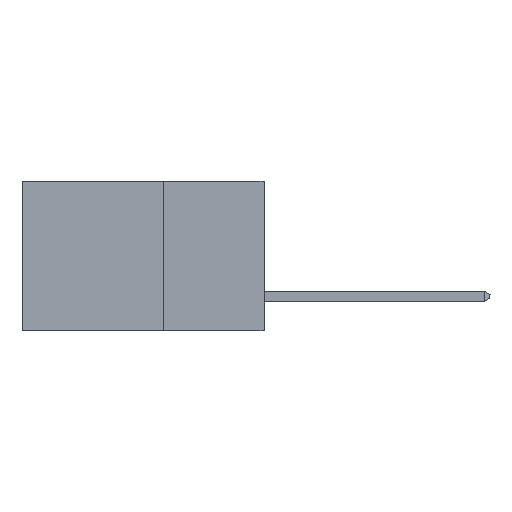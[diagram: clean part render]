
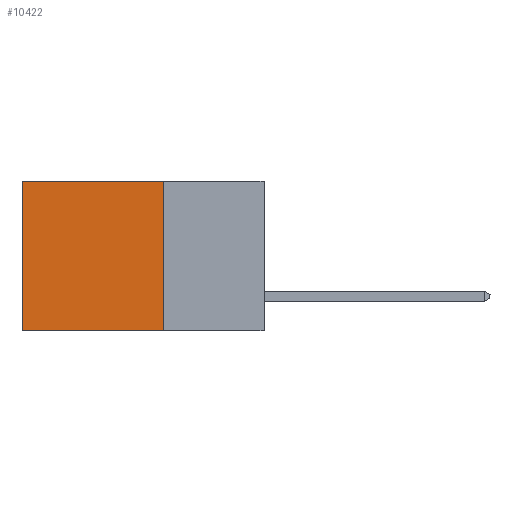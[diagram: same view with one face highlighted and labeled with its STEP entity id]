
A CAD part, left-side view. The second image highlights one B-rep face of the part: STEP entity #10422.
In plain terms, the highlighted planar face has unit normal (-1, 0, 0).
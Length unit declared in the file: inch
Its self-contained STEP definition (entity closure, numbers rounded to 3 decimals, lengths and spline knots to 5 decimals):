
#318 = CARTESIAN_POINT ( 'NONE',  ( 0.2615, 0.25, 0. ) ) ;
#353 = CARTESIAN_POINT ( 'NONE',  ( 0.2615, 0.25, -0.37 ) ) ;
#1071 = AXIS2_PLACEMENT_3D ( 'NONE', #2414, #12521, #9611 ) ;
#1558 = LINE ( 'NONE', #318, #14393 ) ;
#1601 = CARTESIAN_POINT ( 'NONE',  ( 0.2615, 0.6, 0. ) ) ;
#1605 = VECTOR ( 'NONE', #16389, 39.37008 ) ;
#1804 = CARTESIAN_POINT ( 'NONE',  ( 0.2615, 0.25, 0. ) ) ;
#2169 = EDGE_LOOP ( 'NONE', ( #5565, #11469, #15385, #9235 ) ) ;
#2414 = CARTESIAN_POINT ( 'NONE',  ( 0.2615, 0.25, -0.37 ) ) ;
#3832 = FACE_OUTER_BOUND ( 'NONE', #2169, .T. ) ;
#4302 = VERTEX_POINT ( 'NONE', #353 ) ;
#4306 = DIRECTION ( 'NONE',  ( 0., 1., 0. ) ) ;
#4758 = EDGE_CURVE ( 'NONE', #7646, #4302, #14599, .T. ) ;
#4878 = CARTESIAN_POINT ( 'NONE',  ( 0.2615, 0.25, -0.37 ) ) ;
#5156 = PLANE ( 'NONE',  #1071 ) ;
#5543 = VERTEX_POINT ( 'NONE', #1601 ) ;
#5565 = ORIENTED_EDGE ( 'NONE', *, *, #7793, .T. ) ;
#7646 = VERTEX_POINT ( 'NONE', #1804 ) ;
#7793 = EDGE_CURVE ( 'NONE', #5543, #12090, #14943, .T. ) ;
#7974 = CARTESIAN_POINT ( 'NONE',  ( 0.2615, 0.6, -0.37 ) ) ;
#8268 = CARTESIAN_POINT ( 'NONE',  ( 0.2615, 0.6, -0.37 ) ) ;
#8905 = CARTESIAN_POINT ( 'NONE',  ( 0.2615, 0.25, -0.37 ) ) ;
#9235 = ORIENTED_EDGE ( 'NONE', *, *, #14639, .T. ) ;
#9611 = DIRECTION ( 'NONE',  ( 0., 0., -1. ) ) ;
#9990 = VECTOR ( 'NONE', #11985, 39.37008 ) ;
#10422 = ADVANCED_FACE ( 'NONE', ( #3832 ), #5156, .F. ) ;
#11003 = EDGE_CURVE ( 'NONE', #4302, #12090, #11543, .T. ) ;
#11469 = ORIENTED_EDGE ( 'NONE', *, *, #11003, .F. ) ;
#11543 = LINE ( 'NONE', #8905, #16517 ) ;
#11913 = DIRECTION ( 'NONE',  ( 0., 1., 0. ) ) ;
#11985 = DIRECTION ( 'NONE',  ( 0., 0., -1. ) ) ;
#12090 = VERTEX_POINT ( 'NONE', #8268 ) ;
#12521 = DIRECTION ( 'NONE',  ( 1., 0., 0. ) ) ;
#14393 = VECTOR ( 'NONE', #4306, 39.37008 ) ;
#14599 = LINE ( 'NONE', #4878, #9990 ) ;
#14639 = EDGE_CURVE ( 'NONE', #7646, #5543, #1558, .T. ) ;
#14943 = LINE ( 'NONE', #7974, #1605 ) ;
#15385 = ORIENTED_EDGE ( 'NONE', *, *, #4758, .F. ) ;
#16389 = DIRECTION ( 'NONE',  ( 0., 0., -1. ) ) ;
#16517 = VECTOR ( 'NONE', #11913, 39.37008 ) ;
